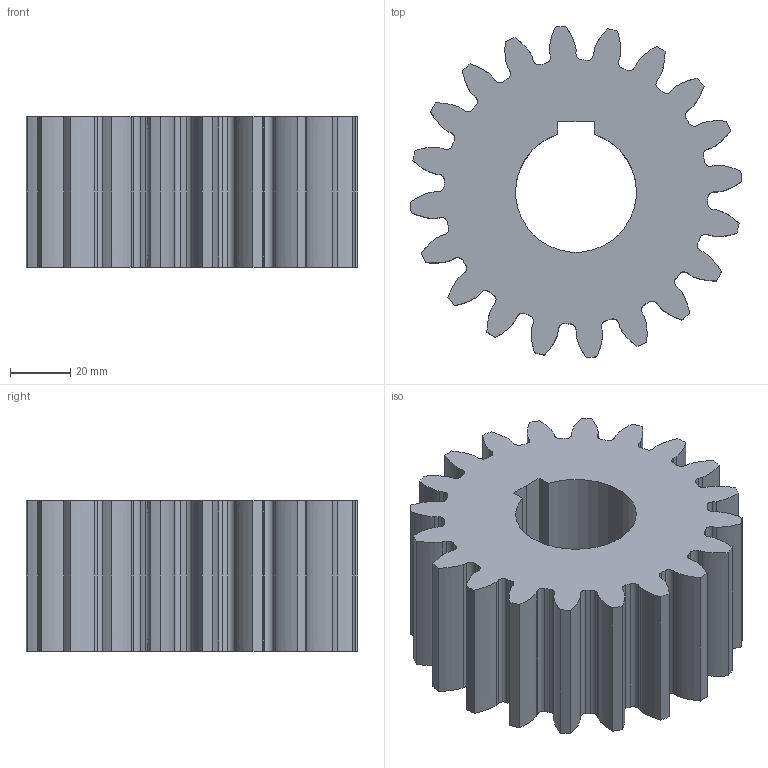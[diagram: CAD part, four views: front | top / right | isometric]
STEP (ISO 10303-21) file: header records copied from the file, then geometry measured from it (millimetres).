
FILE_DESCRIPTION(('CATIA V5 STEP Exchange'),'2;1');
FILE_NAME('2_driving_Gear.stp','2020-06-22T19:18:39+00:00',('none'),('none'),'CATIA Version 5 Release 21 GA (IN-10)','CATIA V5 STEP AP203','none');
FILE_SCHEMA(('CONFIG_CONTROL_DESIGN'));
Length unit declared in the file: millimetre
Products named in the file (1): Parametric Gear
Bounding box: 109.79 x 109.79 x 50 mm (x, y, z)
Volume: 319766.7 mm3; surface area: 50766.1 mm2
Topology: 1 solids, 1 shells, 167 faces, 495 edges, 330 vertices
Faces by surface type: cylinder 81, plane 46, extrusion 40
Entity records: 9630 total; most frequent: CARTESIAN_POINT 5496, ORIENTED_EDGE 990, DIRECTION 595, EDGE_CURVE 495, VERTEX_POINT 330, VECTOR 293, LINE 253, AXIS2_PLACEMENT_3D 233
